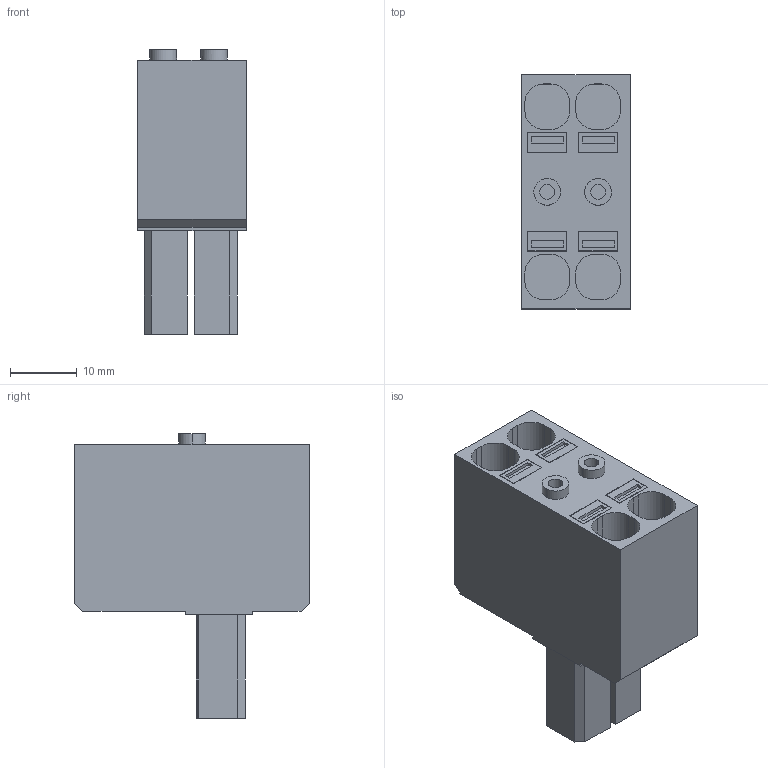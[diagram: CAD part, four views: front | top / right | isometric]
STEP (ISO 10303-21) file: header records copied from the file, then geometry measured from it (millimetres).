
FILE_DESCRIPTION(('CATIA V5 STEP Exchange','CAx-IF Rec.Pracs.--- Model Styling and Organization---1.4--- 2014-01-23'),'2;1');
FILE_NAME ('1205661-6_0_2719370000_2719370000.stp','2020-07-22T07:38:42+00:00',('none'),('Weidmueller'),'CATIA Version 5-6 Release 2016','CATIA V5 STEP AP214','none');
FILE_SCHEMA(('AUTOMOTIVE_DESIGN { 1 0 10303 214 1 1 1 1 }'));
Length unit declared in the file: millimetre
Products named in the file (1): 2719370000
Bounding box: 16.24 x 35.05 x 42.58 mm (x, y, z)
Volume: 14592.4 mm3; surface area: 6309.5 mm2
Topology: 5 solids, 5 shells, 218 faces, 540 edges, 360 vertices
Faces by surface type: plane 194, cylinder 24
Entity records: 6381 total; most frequent: CARTESIAN_POINT 1129, ORIENTED_EDGE 1080, DIRECTION 894, EDGE_CURVE 540, VECTOR 492, LINE 492, VERTEX_POINT 360, EDGE_LOOP 246
